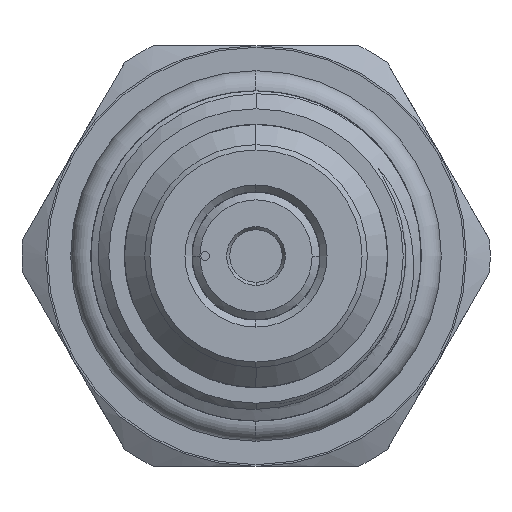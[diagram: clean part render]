
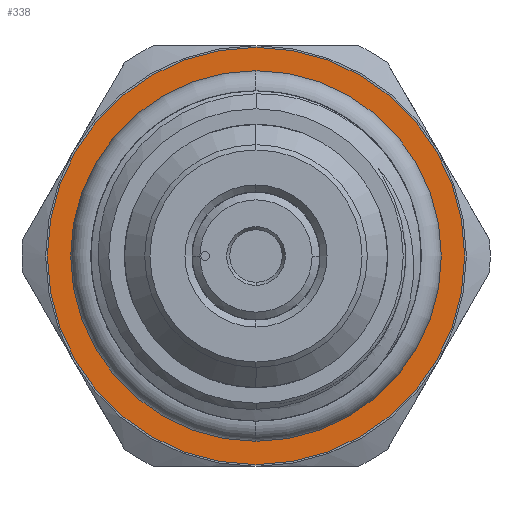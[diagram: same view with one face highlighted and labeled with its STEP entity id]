
A CAD part, left-side view. The second image highlights one B-rep face of the part: STEP entity #338.
In plain terms, the highlighted planar face has unit normal (-1, 0, 0).
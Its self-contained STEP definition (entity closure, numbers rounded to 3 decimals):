
#51 = AXIS2_PLACEMENT_3D ( 'NONE', #759, #680, #795 ) ;
#224 = EDGE_LOOP ( 'NONE', ( #3893, #3622 ) ) ;
#338 = ADVANCED_FACE ( 'NONE', ( #4441, #7398 ), #967, .T. ) ;
#680 = DIRECTION ( 'NONE',  ( -1., 0., 0. ) ) ;
#759 = CARTESIAN_POINT ( 'NONE',  ( -37.924, 0., 0. ) ) ;
#795 = DIRECTION ( 'NONE',  ( 0., 0., 1. ) ) ;
#882 = EDGE_CURVE ( 'NONE', #8053, #2991, #7034, .T. ) ;
#945 = DIRECTION ( 'NONE',  ( 1., 0., 0. ) ) ;
#967 = PLANE ( 'NONE',  #8066 ) ;
#1870 = DIRECTION ( 'NONE',  ( 0., 0., 1. ) ) ;
#2572 = CARTESIAN_POINT ( 'NONE',  ( -37.924, 0., 0. ) ) ;
#2575 = ORIENTED_EDGE ( 'NONE', *, *, #9110, .T. ) ;
#2581 = DIRECTION ( 'NONE',  ( 1., 0., 0. ) ) ;
#2987 = AXIS2_PLACEMENT_3D ( 'NONE', #2572, #8058, #3355 ) ;
#2991 = VERTEX_POINT ( 'NONE', #4486 ) ;
#3057 = CIRCLE ( 'NONE', #51, 11.9 ) ;
#3242 = DIRECTION ( 'NONE',  ( 0., 0., 1. ) ) ;
#3355 = DIRECTION ( 'NONE',  ( 0., 0., 1. ) ) ;
#3369 = ORIENTED_EDGE ( 'NONE', *, *, #882, .T. ) ;
#3622 = ORIENTED_EDGE ( 'NONE', *, *, #3847, .T. ) ;
#3847 = EDGE_CURVE ( 'NONE', #7932, #6449, #5024, .T. ) ;
#3893 = ORIENTED_EDGE ( 'NONE', *, *, #7887, .T. ) ;
#4350 = AXIS2_PLACEMENT_3D ( 'NONE', #5559, #945, #3242 ) ;
#4441 = FACE_BOUND ( 'NONE', #7172, .T. ) ;
#4486 = CARTESIAN_POINT ( 'NONE',  ( -37.924, 0., 8.895 ) ) ;
#4886 = DIRECTION ( 'NONE',  ( 0., 0., 1. ) ) ;
#5024 = CIRCLE ( 'NONE', #2987, 11.9 ) ;
#5307 = CARTESIAN_POINT ( 'NONE',  ( -37.924, 0., -11.9 ) ) ;
#5559 = CARTESIAN_POINT ( 'NONE',  ( -37.924, 0., 0. ) ) ;
#5577 = CARTESIAN_POINT ( 'NONE',  ( -37.924, 11.9, 0. ) ) ;
#6449 = VERTEX_POINT ( 'NONE', #6581 ) ;
#6513 = CARTESIAN_POINT ( 'NONE',  ( -37.924, 0., 0. ) ) ;
#6581 = CARTESIAN_POINT ( 'NONE',  ( -37.924, 0., 11.9 ) ) ;
#6632 = CARTESIAN_POINT ( 'NONE',  ( -37.924, 0., -8.895 ) ) ;
#7034 = CIRCLE ( 'NONE', #4350, 8.895 ) ;
#7172 = EDGE_LOOP ( 'NONE', ( #2575, #3369 ) ) ;
#7398 = FACE_OUTER_BOUND ( 'NONE', #224, .T. ) ;
#7887 = EDGE_CURVE ( 'NONE', #6449, #7932, #3057, .T. ) ;
#7932 = VERTEX_POINT ( 'NONE', #5307 ) ;
#8053 = VERTEX_POINT ( 'NONE', #6632 ) ;
#8058 = DIRECTION ( 'NONE',  ( -1., 0., 0. ) ) ;
#8066 = AXIS2_PLACEMENT_3D ( 'NONE', #5577, #9682, #1870 ) ;
#9110 = EDGE_CURVE ( 'NONE', #2991, #8053, #9440, .T. ) ;
#9208 = AXIS2_PLACEMENT_3D ( 'NONE', #6513, #2581, #4886 ) ;
#9440 = CIRCLE ( 'NONE', #9208, 8.895 ) ;
#9682 = DIRECTION ( 'NONE',  ( -1., 0., 0. ) ) ;
